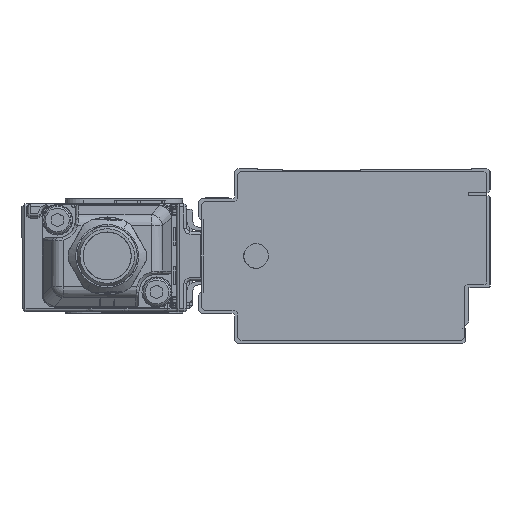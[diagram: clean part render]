
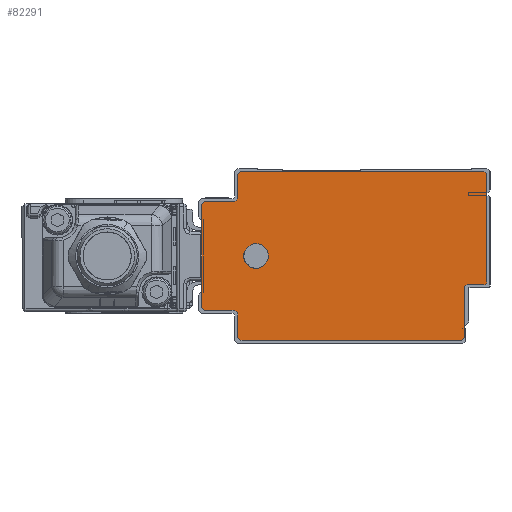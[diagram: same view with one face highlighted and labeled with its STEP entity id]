
A CAD part, left-side view. The second image highlights one B-rep face of the part: STEP entity #82291.
In plain terms, the highlighted planar face has unit normal (-1, 0, 0).
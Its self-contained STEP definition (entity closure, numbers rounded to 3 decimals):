
#80331=AXIS2_PLACEMENT_3D('Circle Axis2P3D',#80329,#80330,$) ;
#80369=AXIS2_PLACEMENT_3D('Circle Axis2P3D',#80367,#80368,$) ;
#80407=AXIS2_PLACEMENT_3D('Circle Axis2P3D',#80405,#80406,$) ;
#80445=AXIS2_PLACEMENT_3D('Circle Axis2P3D',#80443,#80444,$) ;
#82174=AXIS2_PLACEMENT_3D('Plane Axis2P3D',#82171,#82172,#82173) ;
#82178=AXIS2_PLACEMENT_3D('Circle Axis2P3D',#82176,#82177,$) ;
#82192=AXIS2_PLACEMENT_3D('Circle Axis2P3D',#82190,#82191,$) ;
#82206=AXIS2_PLACEMENT_3D('Circle Axis2P3D',#82204,#82205,$) ;
#82220=AXIS2_PLACEMENT_3D('Circle Axis2P3D',#82218,#82219,$) ;
#82234=AXIS2_PLACEMENT_3D('Circle Axis2P3D',#82232,#82233,$) ;
#82248=AXIS2_PLACEMENT_3D('Circle Axis2P3D',#82246,#82247,$) ;
#82275=AXIS2_PLACEMENT_3D('Circle Axis2P3D',#82273,#82274,$) ;
#82284=AXIS2_PLACEMENT_3D('Circle Axis2P3D',#82282,#82283,$) ;
#80287=CARTESIAN_POINT('Line Origine',(-1575.5,44.,14.5)) ;
#80291=CARTESIAN_POINT('Vertex',(-1575.5,44.,6.)) ;
#80293=CARTESIAN_POINT('Vertex',(-1575.5,44.,23.)) ;
#80329=CARTESIAN_POINT('Axis2P3D Location',(-1575.5,43.5,23.)) ;
#80333=CARTESIAN_POINT('Vertex',(-1575.5,43.5,23.5)) ;
#80348=CARTESIAN_POINT('Line Origine',(-1575.5,41.25,23.5)) ;
#80352=CARTESIAN_POINT('Vertex',(-1575.5,39.,23.5)) ;
#80367=CARTESIAN_POINT('Axis2P3D Location',(-1575.5,39.,24.5)) ;
#80371=CARTESIAN_POINT('Vertex',(-1575.5,38.,24.5)) ;
#80386=CARTESIAN_POINT('Line Origine',(-1575.5,38.,26.25)) ;
#80390=CARTESIAN_POINT('Vertex',(-1575.5,38.,28.)) ;
#80405=CARTESIAN_POINT('Axis2P3D Location',(-1575.5,37.5,28.)) ;
#80409=CARTESIAN_POINT('Vertex',(-1575.5,37.5,28.5)) ;
#80424=CARTESIAN_POINT('Line Origine',(-1575.5,17.25,28.5)) ;
#80428=CARTESIAN_POINT('Vertex',(-1575.5,-3.,28.5)) ;
#80443=CARTESIAN_POINT('Axis2P3D Location',(-1575.5,-3.,28.)) ;
#80447=CARTESIAN_POINT('Vertex',(-1575.5,-3.5,28.)) ;
#80462=CARTESIAN_POINT('Line Origine',(-1575.5,-3.5,19.1)) ;
#80466=CARTESIAN_POINT('Vertex',(-1575.5,-3.5,10.2)) ;
#82171=CARTESIAN_POINT('Axis2P3D Location',(-1575.5,0.,0.)) ;
#82176=CARTESIAN_POINT('Axis2P3D Location',(-1575.5,43.5,6.)) ;
#82180=CARTESIAN_POINT('Vertex',(-1575.5,43.5,5.5)) ;
#82183=CARTESIAN_POINT('Line Origine',(-1575.5,41.25,5.5)) ;
#82187=CARTESIAN_POINT('Vertex',(-1575.5,39.,5.5)) ;
#82190=CARTESIAN_POINT('Axis2P3D Location',(-1575.5,39.,4.5)) ;
#82194=CARTESIAN_POINT('Vertex',(-1575.5,38.,4.5)) ;
#82197=CARTESIAN_POINT('Line Origine',(-1575.5,38.,2.75)) ;
#82201=CARTESIAN_POINT('Vertex',(-1575.5,38.,1.)) ;
#82204=CARTESIAN_POINT('Axis2P3D Location',(-1575.5,37.5,1.)) ;
#82208=CARTESIAN_POINT('Vertex',(-1575.5,37.5,0.5)) ;
#82211=CARTESIAN_POINT('Line Origine',(-1575.5,19.15,0.5)) ;
#82215=CARTESIAN_POINT('Vertex',(-1575.5,0.8,0.5)) ;
#82218=CARTESIAN_POINT('Axis2P3D Location',(-1575.5,0.8,1.)) ;
#82222=CARTESIAN_POINT('Vertex',(-1575.5,0.3,1.)) ;
#82225=CARTESIAN_POINT('Line Origine',(-1575.5,0.3,5.1)) ;
#82229=CARTESIAN_POINT('Vertex',(-1575.5,0.3,9.2)) ;
#82232=CARTESIAN_POINT('Axis2P3D Location',(-1575.5,-0.2,9.2)) ;
#82236=CARTESIAN_POINT('Vertex',(-1575.5,-0.2,9.7)) ;
#82239=CARTESIAN_POINT('Line Origine',(-1575.5,-1.6,9.7)) ;
#82243=CARTESIAN_POINT('Vertex',(-1575.5,-3.,9.7)) ;
#82246=CARTESIAN_POINT('Axis2P3D Location',(-1575.5,-3.,10.2)) ;
#82273=CARTESIAN_POINT('Axis2P3D Location',(-1575.5,35.,14.5)) ;
#82277=CARTESIAN_POINT('Vertex',(-1575.5,33.186,13.509)) ;
#82279=CARTESIAN_POINT('Vertex',(-1575.5,36.814,15.491)) ;
#82282=CARTESIAN_POINT('Axis2P3D Location',(-1575.5,35.,14.5)) ;
#80288=DIRECTION('Vector Direction',(0.,0.,1.)) ;
#80330=DIRECTION('Axis2P3D Direction',(1.,0.,0.)) ;
#80349=DIRECTION('Vector Direction',(0.,1.,0.)) ;
#80368=DIRECTION('Axis2P3D Direction',(1.,0.,0.)) ;
#80387=DIRECTION('Vector Direction',(0.,0.,1.)) ;
#80406=DIRECTION('Axis2P3D Direction',(1.,0.,0.)) ;
#80425=DIRECTION('Vector Direction',(0.,1.,0.)) ;
#80444=DIRECTION('Axis2P3D Direction',(1.,0.,-0.)) ;
#80463=DIRECTION('Vector Direction',(0.,0.,-1.)) ;
#82172=DIRECTION('Axis2P3D Direction',(1.,0.,0.)) ;
#82173=DIRECTION('Axis2P3D XDirection',(0.,1.,0.)) ;
#82177=DIRECTION('Axis2P3D Direction',(1.,0.,0.)) ;
#82184=DIRECTION('Vector Direction',(0.,-1.,0.)) ;
#82191=DIRECTION('Axis2P3D Direction',(1.,0.,0.)) ;
#82198=DIRECTION('Vector Direction',(0.,0.,1.)) ;
#82205=DIRECTION('Axis2P3D Direction',(1.,0.,0.)) ;
#82212=DIRECTION('Vector Direction',(0.,-1.,0.)) ;
#82219=DIRECTION('Axis2P3D Direction',(1.,0.,0.)) ;
#82226=DIRECTION('Vector Direction',(0.,0.,-1.)) ;
#82233=DIRECTION('Axis2P3D Direction',(1.,0.,0.)) ;
#82240=DIRECTION('Vector Direction',(0.,1.,0.)) ;
#82247=DIRECTION('Axis2P3D Direction',(1.,0.,0.)) ;
#82274=DIRECTION('Axis2P3D Direction',(1.,0.,0.)) ;
#82283=DIRECTION('Axis2P3D Direction',(1.,0.,0.)) ;
#80289=VECTOR('Line Direction',#80288,1.) ;
#80350=VECTOR('Line Direction',#80349,1.) ;
#80388=VECTOR('Line Direction',#80387,1.) ;
#80426=VECTOR('Line Direction',#80425,1.) ;
#80464=VECTOR('Line Direction',#80463,1.) ;
#82185=VECTOR('Line Direction',#82184,1.) ;
#82199=VECTOR('Line Direction',#82198,1.) ;
#82213=VECTOR('Line Direction',#82212,1.) ;
#82227=VECTOR('Line Direction',#82226,1.) ;
#82241=VECTOR('Line Direction',#82240,1.) ;
#82252=ORIENTED_EDGE('',*,*,#80430,.F.) ;
#82253=ORIENTED_EDGE('',*,*,#80411,.F.) ;
#82254=ORIENTED_EDGE('',*,*,#80392,.F.) ;
#82255=ORIENTED_EDGE('',*,*,#80373,.F.) ;
#82256=ORIENTED_EDGE('',*,*,#80354,.F.) ;
#82257=ORIENTED_EDGE('',*,*,#80335,.F.) ;
#82258=ORIENTED_EDGE('',*,*,#80295,.F.) ;
#82259=ORIENTED_EDGE('',*,*,#82182,.F.) ;
#82260=ORIENTED_EDGE('',*,*,#82189,.F.) ;
#82261=ORIENTED_EDGE('',*,*,#82196,.F.) ;
#82262=ORIENTED_EDGE('',*,*,#82203,.F.) ;
#82263=ORIENTED_EDGE('',*,*,#82210,.F.) ;
#82264=ORIENTED_EDGE('',*,*,#82217,.F.) ;
#82265=ORIENTED_EDGE('',*,*,#82224,.F.) ;
#82266=ORIENTED_EDGE('',*,*,#82231,.F.) ;
#82267=ORIENTED_EDGE('',*,*,#82238,.F.) ;
#82268=ORIENTED_EDGE('',*,*,#82245,.F.) ;
#82269=ORIENTED_EDGE('',*,*,#82250,.F.) ;
#82270=ORIENTED_EDGE('',*,*,#80468,.F.) ;
#82271=ORIENTED_EDGE('',*,*,#80449,.F.) ;
#82288=ORIENTED_EDGE('',*,*,#82281,.T.) ;
#82289=ORIENTED_EDGE('',*,*,#82286,.T.) ;
#82290=FACE_BOUND('',#82287,.T.) ;
#82291=ADVANCED_FACE('\X2\FF8EFF9EFF83FF9EFF68FF70\X0\.2',(#82272,#82290),#82175,.F.) ;
#80332=CIRCLE('generated circle',#80331,0.5) ;
#80370=CIRCLE('generated circle',#80369,1.) ;
#80408=CIRCLE('generated circle',#80407,0.5) ;
#80446=CIRCLE('generated circle',#80445,0.5) ;
#82179=CIRCLE('generated circle',#82178,0.5) ;
#82193=CIRCLE('generated circle',#82192,1.) ;
#82207=CIRCLE('generated circle',#82206,0.5) ;
#82221=CIRCLE('generated circle',#82220,0.5) ;
#82235=CIRCLE('generated circle',#82234,0.5) ;
#82249=CIRCLE('generated circle',#82248,0.5) ;
#82276=CIRCLE('generated circle',#82275,2.067) ;
#82285=CIRCLE('generated circle',#82284,2.067) ;
#80295=EDGE_CURVE('',#80292,#80294,#80290,.T.) ;
#80335=EDGE_CURVE('',#80294,#80334,#80332,.T.) ;
#80354=EDGE_CURVE('',#80334,#80353,#80351,.F.) ;
#80373=EDGE_CURVE('',#80353,#80372,#80370,.F.) ;
#80392=EDGE_CURVE('',#80372,#80391,#80389,.T.) ;
#80411=EDGE_CURVE('',#80391,#80410,#80408,.T.) ;
#80430=EDGE_CURVE('',#80410,#80429,#80427,.F.) ;
#80449=EDGE_CURVE('',#80429,#80448,#80446,.T.) ;
#80468=EDGE_CURVE('',#80448,#80467,#80465,.T.) ;
#82182=EDGE_CURVE('',#82181,#80292,#82179,.T.) ;
#82189=EDGE_CURVE('',#82188,#82181,#82186,.F.) ;
#82196=EDGE_CURVE('',#82195,#82188,#82193,.F.) ;
#82203=EDGE_CURVE('',#82202,#82195,#82200,.T.) ;
#82210=EDGE_CURVE('',#82209,#82202,#82207,.T.) ;
#82217=EDGE_CURVE('',#82216,#82209,#82214,.F.) ;
#82224=EDGE_CURVE('',#82223,#82216,#82221,.T.) ;
#82231=EDGE_CURVE('',#82230,#82223,#82228,.T.) ;
#82238=EDGE_CURVE('',#82237,#82230,#82235,.F.) ;
#82245=EDGE_CURVE('',#82244,#82237,#82242,.T.) ;
#82250=EDGE_CURVE('',#80467,#82244,#82249,.T.) ;
#82281=EDGE_CURVE('',#82278,#82280,#82276,.T.) ;
#82286=EDGE_CURVE('',#82280,#82278,#82285,.T.) ;
#82251=EDGE_LOOP('',(#82252,#82253,#82254,#82255,#82256,#82257,#82258,#82259,#82260,#82261,#82262,#82263,#82264,#82265,#82266,#82267,#82268,#82269,#82270,#82271)) ;
#82287=EDGE_LOOP('',(#82288,#82289)) ;
#82272=FACE_OUTER_BOUND('',#82251,.T.) ;
#80290=LINE('Line',#80287,#80289) ;
#80351=LINE('Line',#80348,#80350) ;
#80389=LINE('Line',#80386,#80388) ;
#80427=LINE('Line',#80424,#80426) ;
#80465=LINE('Line',#80462,#80464) ;
#82186=LINE('Line',#82183,#82185) ;
#82200=LINE('Line',#82197,#82199) ;
#82214=LINE('Line',#82211,#82213) ;
#82228=LINE('Line',#82225,#82227) ;
#82242=LINE('Line',#82239,#82241) ;
#82175=PLANE('Plane',#82174) ;
#80292=VERTEX_POINT('',#80291) ;
#80294=VERTEX_POINT('',#80293) ;
#80334=VERTEX_POINT('',#80333) ;
#80353=VERTEX_POINT('',#80352) ;
#80372=VERTEX_POINT('',#80371) ;
#80391=VERTEX_POINT('',#80390) ;
#80410=VERTEX_POINT('',#80409) ;
#80429=VERTEX_POINT('',#80428) ;
#80448=VERTEX_POINT('',#80447) ;
#80467=VERTEX_POINT('',#80466) ;
#82181=VERTEX_POINT('',#82180) ;
#82188=VERTEX_POINT('',#82187) ;
#82195=VERTEX_POINT('',#82194) ;
#82202=VERTEX_POINT('',#82201) ;
#82209=VERTEX_POINT('',#82208) ;
#82216=VERTEX_POINT('',#82215) ;
#82223=VERTEX_POINT('',#82222) ;
#82230=VERTEX_POINT('',#82229) ;
#82237=VERTEX_POINT('',#82236) ;
#82244=VERTEX_POINT('',#82243) ;
#82278=VERTEX_POINT('',#82277) ;
#82280=VERTEX_POINT('',#82279) ;
